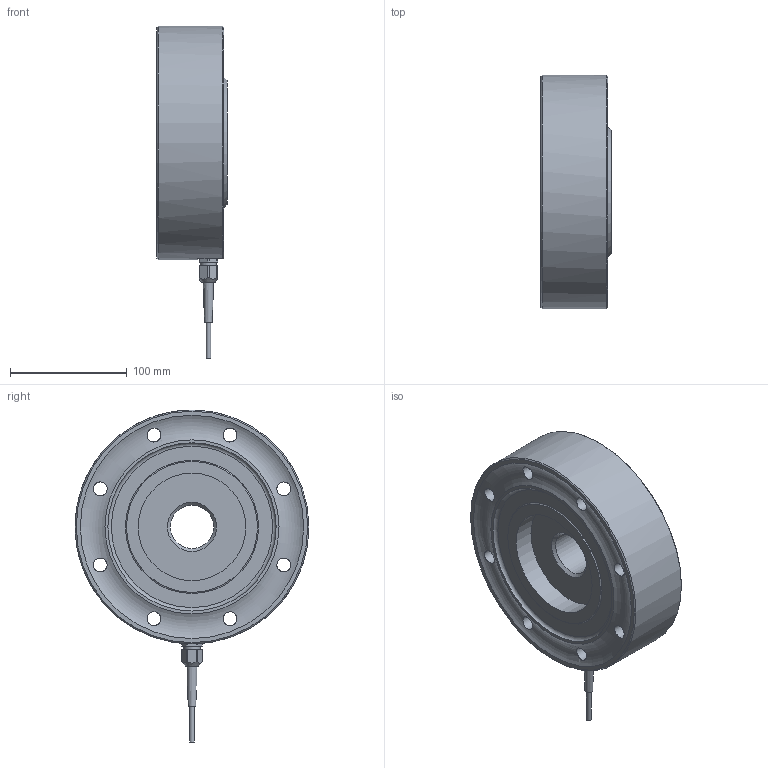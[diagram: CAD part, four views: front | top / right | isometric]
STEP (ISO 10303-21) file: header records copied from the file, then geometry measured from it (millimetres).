
FILE_DESCRIPTION(/* description */ (''),/* implementation_level */ '2;1');
FILE_NAME(/* name */ 'EMS70-200 - model - CZ + OZ.stp',/* time_stamp */ '2022-04-14T11:45:40+02:00',/* author */ ('Roman Zubák'),/* organization */ (''),/* preprocessor_version */ 'ST-DEVELOPER v18.1',/* originating_system */ 'Autodesk Inventor 2021',/* authorisation */ '');
FILE_SCHEMA (('AUTOMOTIVE_DESIGN { 1 0 10303 214 3 1 1 }'));
Length unit declared in the file: millimetre
Products named in the file (1): EMS70-200 - model - CZ + OZ
Bounding box: 60 x 200 x 284 mm (x, y, z)
Volume: 1535564.9 mm3; surface area: 124542.5 mm2
Topology: 1 solids, 1 shells, 75 faces, 194 edges, 133 vertices
Faces by surface type: plane 28, cylinder 25, cone 16, torus 6
Full cylindrical faces by diameter (mm): 4 x1, 11.835 x8, 14 x1, 37.129 x1, 92 x1, 200 x1
Entity records: 2736 total; most frequent: CARTESIAN_POINT 741, DIRECTION 417, ORIENTED_EDGE 388, EDGE_CURVE 194, AXIS2_PLACEMENT_3D 172, VERTEX_POINT 133, EDGE_LOOP 105, CIRCLE 96
